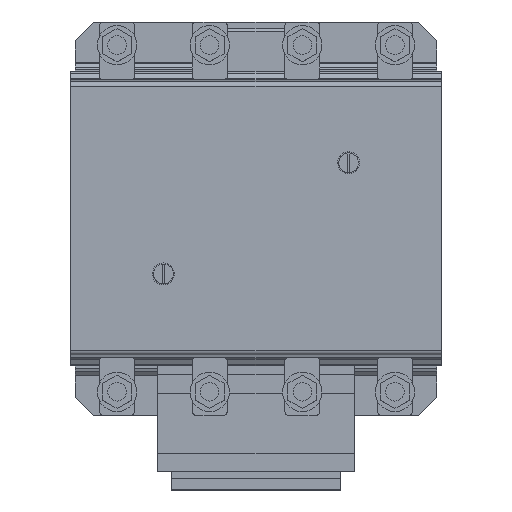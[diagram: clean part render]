
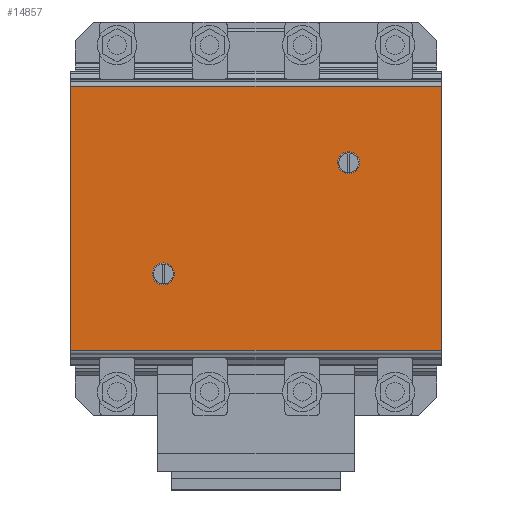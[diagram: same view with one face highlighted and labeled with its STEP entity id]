
A CAD part, top view. The second image highlights one B-rep face of the part: STEP entity #14857.
In plain terms, the highlighted planar face has unit normal (0, 0, 1).
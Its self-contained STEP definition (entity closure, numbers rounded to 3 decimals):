
#14171=CARTESIAN_POINT('',(40.,-28.749,177.701));
#14172=VERTEX_POINT('',#14171);
#14181=CARTESIAN_POINT('',(44.75,-23.999,177.701));
#14182=VERTEX_POINT('',#14181);
#14183=CARTESIAN_POINT('',(40.,-23.999,177.701));
#14184=DIRECTION('',(0.0,0.0,-1.0));
#14185=DIRECTION('',(0.0,-1.0,0.0));
#14186=AXIS2_PLACEMENT_3D('',#14183,#14184,#14185);
#14187=CIRCLE('',#14186,4.75);
#14188=EDGE_CURVE('',#14182,#14172,#14187,.T.);
#14190=CARTESIAN_POINT('',(40.,-19.25,177.701));
#14191=VERTEX_POINT('',#14190);
#14192=CARTESIAN_POINT('',(40.,-23.999,177.701));
#14193=DIRECTION('',(0.0,0.0,-1.0));
#14194=DIRECTION('',(0.0,-1.0,0.0));
#14195=AXIS2_PLACEMENT_3D('',#14192,#14193,#14194);
#14196=CIRCLE('',#14195,4.75);
#14197=EDGE_CURVE('',#14191,#14182,#14196,.T.);
#14392=CARTESIAN_POINT('',(119.665,19.262,177.701));
#14393=VERTEX_POINT('',#14392);
#14402=CARTESIAN_POINT('',(124.738,23.665,177.701));
#14403=VERTEX_POINT('',#14402);
#14404=CARTESIAN_POINT('',(120.,24.,177.701));
#14405=DIRECTION('',(0.0,0.0,-1.0));
#14406=DIRECTION('',(-0.071,-0.998,0.0));
#14407=AXIS2_PLACEMENT_3D('',#14404,#14405,#14406);
#14408=CIRCLE('',#14407,4.75);
#14409=EDGE_CURVE('',#14403,#14393,#14408,.T.);
#14411=CARTESIAN_POINT('',(120.335,28.739,177.701));
#14412=VERTEX_POINT('',#14411);
#14413=CARTESIAN_POINT('',(120.,24.,177.701));
#14414=DIRECTION('',(0.0,0.0,-1.0));
#14415=DIRECTION('',(-0.071,-0.998,0.0));
#14416=AXIS2_PLACEMENT_3D('',#14413,#14414,#14415);
#14417=CIRCLE('',#14416,4.75);
#14418=EDGE_CURVE('',#14412,#14403,#14417,.T.);
#14461=CARTESIAN_POINT('',(120.,24.,177.701));
#14462=DIRECTION('',(0.0,0.0,-1.0));
#14463=DIRECTION('',(-0.071,-0.998,0.0));
#14464=AXIS2_PLACEMENT_3D('',#14461,#14462,#14463);
#14465=CIRCLE('',#14464,4.75);
#14466=EDGE_CURVE('',#14393,#14412,#14465,.T.);
#14782=CARTESIAN_POINT('',(40.,-23.999,177.701));
#14783=DIRECTION('',(0.0,0.0,-1.0));
#14784=DIRECTION('',(0.0,-1.0,0.0));
#14785=AXIS2_PLACEMENT_3D('',#14782,#14783,#14784);
#14786=CIRCLE('',#14785,4.75);
#14787=EDGE_CURVE('',#14172,#14191,#14786,.T.);
#14808=CARTESIAN_POINT('',(150.,56.978,177.701));
#14809=DIRECTION('',(0.0,0.0,1.0));
#14810=DIRECTION('',(1.0,0.0,0.0));
#14811=AXIS2_PLACEMENT_3D('',#14808,#14809,#14810);
#14812=PLANE('',#14811);
#14813=CARTESIAN_POINT('',(160.,56.978,177.701));
#14814=VERTEX_POINT('',#14813);
#14815=CARTESIAN_POINT('',(0.0,56.978,177.701));
#14816=VERTEX_POINT('',#14815);
#14817=CARTESIAN_POINT('',(160.,56.978,177.701));
#14818=DIRECTION('',(-1.0,0.0,0.0));
#14819=VECTOR('',#14818,160.);
#14820=LINE('',#14817,#14819);
#14821=EDGE_CURVE('',#14814,#14816,#14820,.T.);
#14822=ORIENTED_EDGE('',*,*,#14821,.T.);
#14823=CARTESIAN_POINT('',(0.0,-56.978,177.701));
#14824=VERTEX_POINT('',#14823);
#14825=CARTESIAN_POINT('',(0.0,56.978,177.701));
#14826=DIRECTION('',(0.0,-1.0,0.0));
#14827=VECTOR('',#14826,113.956);
#14828=LINE('',#14825,#14827);
#14829=EDGE_CURVE('',#14816,#14824,#14828,.T.);
#14830=ORIENTED_EDGE('',*,*,#14829,.T.);
#14831=CARTESIAN_POINT('',(160.,-56.978,177.701));
#14832=VERTEX_POINT('',#14831);
#14833=CARTESIAN_POINT('',(160.,-56.978,177.701));
#14834=DIRECTION('',(-1.0,0.0,0.0));
#14835=VECTOR('',#14834,160.);
#14836=LINE('',#14833,#14835);
#14837=EDGE_CURVE('',#14832,#14824,#14836,.T.);
#14838=ORIENTED_EDGE('',*,*,#14837,.F.);
#14839=CARTESIAN_POINT('',(160.,56.978,177.701));
#14840=DIRECTION('',(0.0,-1.0,0.0));
#14841=VECTOR('',#14840,113.956);
#14842=LINE('',#14839,#14841);
#14843=EDGE_CURVE('',#14814,#14832,#14842,.T.);
#14844=ORIENTED_EDGE('',*,*,#14843,.F.);
#14845=EDGE_LOOP('',(#14822,#14830,#14838,#14844));
#14846=FACE_OUTER_BOUND('',#14845,.T.);
#14847=ORIENTED_EDGE('',*,*,#14409,.T.);
#14848=ORIENTED_EDGE('',*,*,#14466,.T.);
#14849=ORIENTED_EDGE('',*,*,#14418,.T.);
#14850=EDGE_LOOP('',(#14847,#14848,#14849));
#14851=FACE_BOUND('',#14850,.T.);
#14852=ORIENTED_EDGE('',*,*,#14188,.T.);
#14853=ORIENTED_EDGE('',*,*,#14787,.T.);
#14854=ORIENTED_EDGE('',*,*,#14197,.T.);
#14855=EDGE_LOOP('',(#14852,#14853,#14854));
#14856=FACE_BOUND('',#14855,.T.);
#14857=ADVANCED_FACE('',(#14846,#14851,#14856),#14812,.T.);
